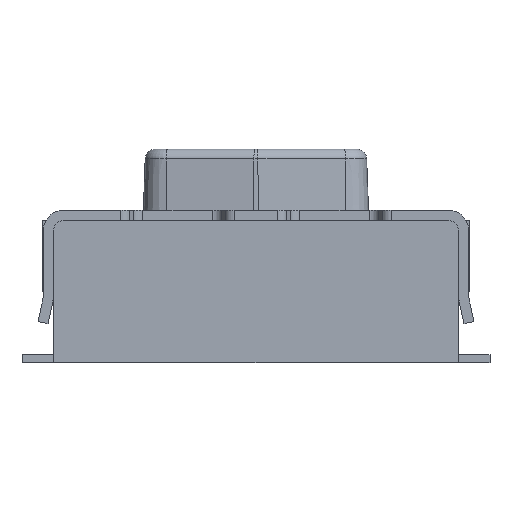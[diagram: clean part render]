
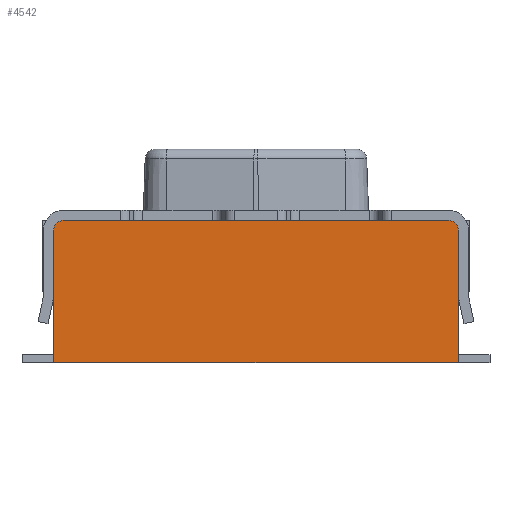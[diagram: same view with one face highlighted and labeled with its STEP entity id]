
A CAD part, front view. The second image highlights one B-rep face of the part: STEP entity #4542.
In plain terms, the highlighted planar face has unit normal (0, -1, 0).
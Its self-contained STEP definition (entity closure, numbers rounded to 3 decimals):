
#341=FACE_OUTER_BOUND('',#589,.T.);
#589=EDGE_LOOP('',(#3100,#3101,#3102,#3103,#3104,#3105));
#855=LINE('',#6482,#1309);
#856=LINE('',#6485,#1310);
#857=LINE('',#6487,#1311);
#858=LINE('',#6491,#1312);
#1309=VECTOR('',#5428,1000.);
#1310=VECTOR('',#5431,1000.);
#1311=VECTOR('',#5432,1000.);
#1312=VECTOR('',#5435,1000.);
#1756=CIRCLE('',#5024,0.1);
#1757=CIRCLE('',#5025,0.1);
#1863=VERTEX_POINT('',#6468);
#1869=VERTEX_POINT('',#6480);
#1870=VERTEX_POINT('',#6484);
#1871=VERTEX_POINT('',#6486);
#1872=VERTEX_POINT('',#6488);
#1873=VERTEX_POINT('',#6490);
#2349=EDGE_CURVE('',#1863,#1869,#855,.T.);
#2350=EDGE_CURVE('',#1870,#1863,#856,.T.);
#2351=EDGE_CURVE('',#1869,#1871,#857,.T.);
#2352=EDGE_CURVE('',#1871,#1872,#1756,.T.);
#2353=EDGE_CURVE('',#1872,#1873,#858,.T.);
#2354=EDGE_CURVE('',#1873,#1870,#1757,.T.);
#3100=ORIENTED_EDGE('',*,*,#2350,.T.);
#3101=ORIENTED_EDGE('',*,*,#2349,.T.);
#3102=ORIENTED_EDGE('',*,*,#2351,.T.);
#3103=ORIENTED_EDGE('',*,*,#2352,.T.);
#3104=ORIENTED_EDGE('',*,*,#2353,.T.);
#3105=ORIENTED_EDGE('',*,*,#2354,.T.);
#4361=PLANE('',#5023);
#4542=ADVANCED_FACE('',(#341),#4361,.T.);
#5023=AXIS2_PLACEMENT_3D('',#6483,#5429,#5430);
#5024=AXIS2_PLACEMENT_3D('',#6489,#5433,#5434);
#5025=AXIS2_PLACEMENT_3D('',#6492,#5436,#5437);
#5428=DIRECTION('',(1.,0.,0.));
#5429=DIRECTION('center_axis',(0.,-1.,0.));
#5430=DIRECTION('ref_axis',(0.,0.,-1.));
#5431=DIRECTION('',(0.,0.,-1.));
#5432=DIRECTION('',(0.,0.,1.));
#5433=DIRECTION('center_axis',(0.,-1.,0.));
#5434=DIRECTION('ref_axis',(0.,0.,-1.));
#5435=DIRECTION('',(-1.,0.,0.));
#5436=DIRECTION('center_axis',(0.,-1.,0.));
#5437=DIRECTION('ref_axis',(0.,0.,1.));
#6468=CARTESIAN_POINT('',(-1.99,-1.5,0.));
#6480=CARTESIAN_POINT('',(1.99,-1.5,0.));
#6482=CARTESIAN_POINT('',(-8.063,-1.5,0.));
#6483=CARTESIAN_POINT('Origin',(0.,-1.5,1.4));
#6484=CARTESIAN_POINT('',(-1.99,-1.5,1.3));
#6485=CARTESIAN_POINT('',(-1.99,-1.5,1.4));
#6486=CARTESIAN_POINT('',(1.99,-1.5,1.3));
#6487=CARTESIAN_POINT('',(1.99,-1.5,1.4));
#6488=CARTESIAN_POINT('',(1.89,-1.5,1.4));
#6489=CARTESIAN_POINT('Origin',(1.89,-1.5,1.3));
#6490=CARTESIAN_POINT('',(-1.89,-1.5,1.4));
#6491=CARTESIAN_POINT('',(0.,-1.5,1.4));
#6492=CARTESIAN_POINT('Origin',(-1.89,-1.5,1.3));
